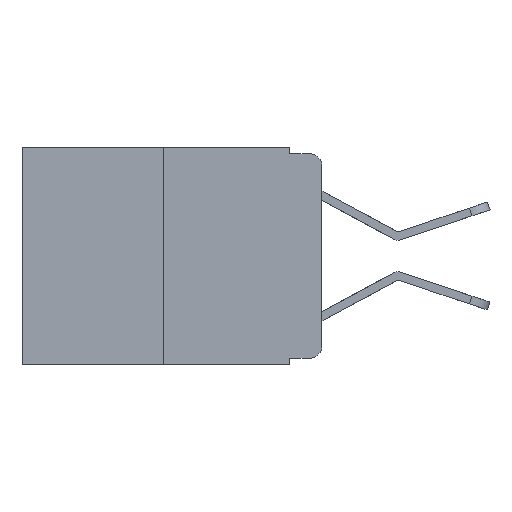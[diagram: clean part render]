
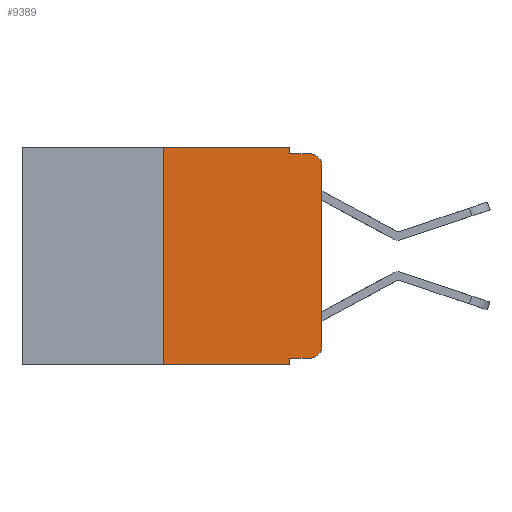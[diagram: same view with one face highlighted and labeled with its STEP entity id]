
A CAD part, left-side view. The second image highlights one B-rep face of the part: STEP entity #9389.
In plain terms, the highlighted planar face has unit normal (-1, 0, 0).
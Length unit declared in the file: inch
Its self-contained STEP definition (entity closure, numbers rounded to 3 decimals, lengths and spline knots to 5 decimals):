
#226 = AXIS2_PLACEMENT_3D ( 'NONE', #10894, #4960, #11828 ) ;
#316 = EDGE_CURVE ( 'NONE', #8072, #4042, #2883, .T. ) ;
#418 = ORIENTED_EDGE ( 'NONE', *, *, #8506, .F. ) ;
#510 = ORIENTED_EDGE ( 'NONE', *, *, #7838, .T. ) ;
#734 = DIRECTION ( 'NONE',  ( 0., -1., 0. ) ) ;
#816 = CARTESIAN_POINT ( 'NONE',  ( 0., 0.051, 0. ) ) ;
#909 = PLANE ( 'NONE',  #7034 ) ;
#1051 = DIRECTION ( 'NONE',  ( 0., 0., -1. ) ) ;
#1067 = DIRECTION ( 'NONE',  ( 0., -1., 0. ) ) ;
#1177 = VERTEX_POINT ( 'NONE', #816 ) ;
#1361 = ORIENTED_EDGE ( 'NONE', *, *, #7153, .T. ) ;
#1408 = CARTESIAN_POINT ( 'NONE',  ( 0., 0.051, -0.01 ) ) ;
#1829 = CARTESIAN_POINT ( 'NONE',  ( 0., 0.051, 0. ) ) ;
#2151 = DIRECTION ( 'NONE',  ( 0., -1., 0. ) ) ;
#2196 = LINE ( 'NONE', #11607, #9727 ) ;
#2605 = CARTESIAN_POINT ( 'NONE',  ( 0., 0., 0. ) ) ;
#2842 = CARTESIAN_POINT ( 'NONE',  ( 0., 0.473, 0. ) ) ;
#2883 = LINE ( 'NONE', #6768, #8355 ) ;
#2927 = DIRECTION ( 'NONE',  ( 0., 0., -1. ) ) ;
#3089 = DIRECTION ( 'NONE',  ( 1., 0., 0. ) ) ;
#3222 = DIRECTION ( 'NONE',  ( 0., 0., -1. ) ) ;
#3229 = ORIENTED_EDGE ( 'NONE', *, *, #9839, .F. ) ;
#3399 = ORIENTED_EDGE ( 'NONE', *, *, #7764, .F. ) ;
#3460 = LINE ( 'NONE', #10991, #6217 ) ;
#4042 = VERTEX_POINT ( 'NONE', #12101 ) ;
#4430 = VECTOR ( 'NONE', #734, 39.37008 ) ;
#4489 = VERTEX_POINT ( 'NONE', #7654 ) ;
#4759 = CIRCLE ( 'NONE', #226, 0.02 ) ;
#4761 = LINE ( 'NONE', #2842, #4430 ) ;
#4960 = DIRECTION ( 'NONE',  ( -1., 0., 0. ) ) ;
#5113 = CIRCLE ( 'NONE', #7288, 0.02 ) ;
#5168 = VERTEX_POINT ( 'NONE', #6754 ) ;
#5263 = LINE ( 'NONE', #2605, #7641 ) ;
#5518 = VERTEX_POINT ( 'NONE', #9357 ) ;
#5679 = VECTOR ( 'NONE', #3222, 39.37008 ) ;
#6116 = CARTESIAN_POINT ( 'NONE',  ( 0., 0.02, -0.333 ) ) ;
#6217 = VECTOR ( 'NONE', #11924, 39.37008 ) ;
#6251 = ORIENTED_EDGE ( 'NONE', *, *, #11060, .T. ) ;
#6326 = CARTESIAN_POINT ( 'NONE',  ( 0., 0.051, -0.01 ) ) ;
#6754 = CARTESIAN_POINT ( 'NONE',  ( 0., 0.051, -0.333 ) ) ;
#6768 = CARTESIAN_POINT ( 'NONE',  ( 0., 0.473, -0.343 ) ) ;
#6782 = EDGE_LOOP ( 'NONE', ( #12686, #6251, #11013, #3229, #3399, #7128, #12765, #418, #510, #1361 ) ) ;
#6910 = VECTOR ( 'NONE', #2151, 39.37008 ) ;
#7034 = AXIS2_PLACEMENT_3D ( 'NONE', #9217, #3089, #10170 ) ;
#7128 = ORIENTED_EDGE ( 'NONE', *, *, #9194, .F. ) ;
#7153 = EDGE_CURVE ( 'NONE', #10983, #7196, #4759, .T. ) ;
#7196 = VERTEX_POINT ( 'NONE', #9009 ) ;
#7288 = AXIS2_PLACEMENT_3D ( 'NONE', #12943, #7300, #1051 ) ;
#7300 = DIRECTION ( 'NONE',  ( -1., 0., 0. ) ) ;
#7301 = CARTESIAN_POINT ( 'NONE',  ( 0., 0.051, 0. ) ) ;
#7544 = VERTEX_POINT ( 'NONE', #8555 ) ;
#7641 = VECTOR ( 'NONE', #8758, 39.37008 ) ;
#7654 = CARTESIAN_POINT ( 'NONE',  ( 0., 0.02, -0.01 ) ) ;
#7764 = EDGE_CURVE ( 'NONE', #7544, #1177, #4761, .T. ) ;
#7838 = EDGE_CURVE ( 'NONE', #5168, #10983, #3460, .T. ) ;
#8072 = VERTEX_POINT ( 'NONE', #9565 ) ;
#8355 = VECTOR ( 'NONE', #1067, 39.37008 ) ;
#8361 = LINE ( 'NONE', #7301, #5679 ) ;
#8506 = EDGE_CURVE ( 'NONE', #5168, #4042, #8361, .T. ) ;
#8555 = CARTESIAN_POINT ( 'NONE',  ( 0., 0.25, 0. ) ) ;
#8758 = DIRECTION ( 'NONE',  ( 0., 0., 1. ) ) ;
#9009 = CARTESIAN_POINT ( 'NONE',  ( 0., 0., -0.313 ) ) ;
#9194 = EDGE_CURVE ( 'NONE', #8072, #7544, #2196, .T. ) ;
#9217 = CARTESIAN_POINT ( 'NONE',  ( 0., 0.473, 0. ) ) ;
#9357 = CARTESIAN_POINT ( 'NONE',  ( 0., 0., -0.03 ) ) ;
#9389 = ADVANCED_FACE ( 'NONE', ( #9873 ), #909, .F. ) ;
#9440 = LINE ( 'NONE', #1829, #11585 ) ;
#9565 = CARTESIAN_POINT ( 'NONE',  ( 0., 0.25, -0.343 ) ) ;
#9570 = LINE ( 'NONE', #6326, #6910 ) ;
#9727 = VECTOR ( 'NONE', #9775, 39.37008 ) ;
#9775 = DIRECTION ( 'NONE',  ( 0., 0., 1. ) ) ;
#9839 = EDGE_CURVE ( 'NONE', #1177, #11277, #9440, .T. ) ;
#9873 = FACE_OUTER_BOUND ( 'NONE', #6782, .T. ) ;
#10170 = DIRECTION ( 'NONE',  ( 0., 0., -1. ) ) ;
#10454 = EDGE_CURVE ( 'NONE', #11277, #4489, #9570, .T. ) ;
#10894 = CARTESIAN_POINT ( 'NONE',  ( 0., 0.02, -0.313 ) ) ;
#10983 = VERTEX_POINT ( 'NONE', #6116 ) ;
#10991 = CARTESIAN_POINT ( 'NONE',  ( 0., 0.051, -0.333 ) ) ;
#11013 = ORIENTED_EDGE ( 'NONE', *, *, #10454, .F. ) ;
#11060 = EDGE_CURVE ( 'NONE', #5518, #4489, #5113, .T. ) ;
#11277 = VERTEX_POINT ( 'NONE', #1408 ) ;
#11585 = VECTOR ( 'NONE', #2927, 39.37008 ) ;
#11607 = CARTESIAN_POINT ( 'NONE',  ( 0., 0.25, 0. ) ) ;
#11677 = EDGE_CURVE ( 'NONE', #7196, #5518, #5263, .T. ) ;
#11828 = DIRECTION ( 'NONE',  ( 0., 0., -1. ) ) ;
#11924 = DIRECTION ( 'NONE',  ( 0., -1., 0. ) ) ;
#12101 = CARTESIAN_POINT ( 'NONE',  ( 0., 0.051, -0.343 ) ) ;
#12686 = ORIENTED_EDGE ( 'NONE', *, *, #11677, .T. ) ;
#12765 = ORIENTED_EDGE ( 'NONE', *, *, #316, .T. ) ;
#12943 = CARTESIAN_POINT ( 'NONE',  ( 0., 0.02, -0.03 ) ) ;
